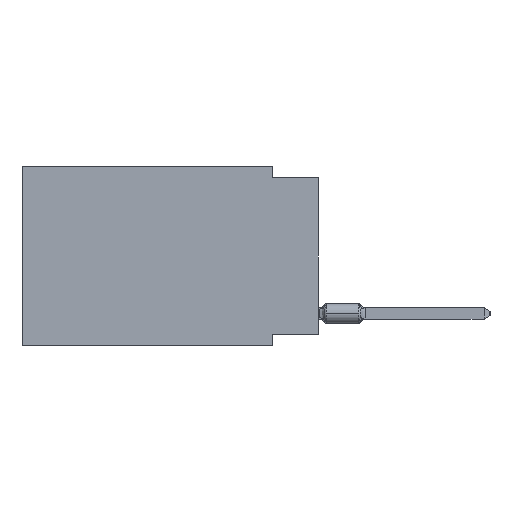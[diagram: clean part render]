
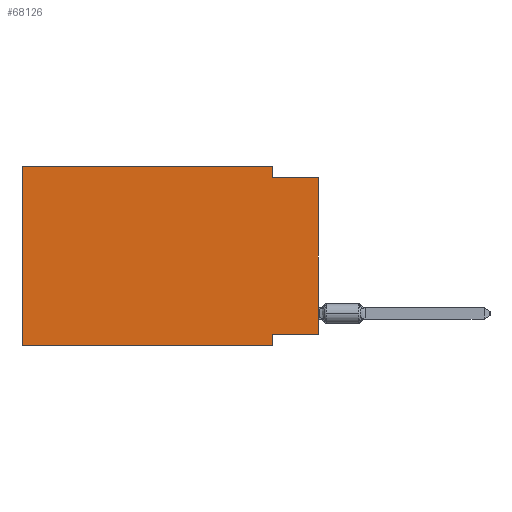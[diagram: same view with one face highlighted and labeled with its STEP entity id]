
A CAD part, left-side view. The second image highlights one B-rep face of the part: STEP entity #68126.
In plain terms, the highlighted planar face has unit normal (-1, 0, 0).
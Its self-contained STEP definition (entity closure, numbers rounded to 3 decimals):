
#829 = CARTESIAN_POINT ( 'NONE',  ( 0., 16.383, 0. ) ) ;
#1952 = EDGE_CURVE ( 'NONE', #56722, #53612, #19197, .T. ) ;
#7362 = CARTESIAN_POINT ( 'NONE',  ( 0., 16.383, -9.906 ) ) ;
#7996 = EDGE_CURVE ( 'NONE', #66680, #42473, #37642, .T. ) ;
#9867 = CARTESIAN_POINT ( 'NONE',  ( 0., 0., -0.635 ) ) ;
#12288 = EDGE_CURVE ( 'NONE', #53612, #24040, #50044, .T. ) ;
#14118 = CARTESIAN_POINT ( 'NONE',  ( 0., 16.383, 0. ) ) ;
#14131 = CARTESIAN_POINT ( 'NONE',  ( 0., 0., -9.271 ) ) ;
#14868 = LINE ( 'NONE', #7362, #78423 ) ;
#16843 = ORIENTED_EDGE ( 'NONE', *, *, #12288, .F. ) ;
#17884 = ORIENTED_EDGE ( 'NONE', *, *, #62183, .T. ) ;
#19197 = LINE ( 'NONE', #60095, #38698 ) ;
#24040 = VERTEX_POINT ( 'NONE', #67324 ) ;
#24260 = DIRECTION ( 'NONE',  ( 0., 0., 1. ) ) ;
#25043 = CARTESIAN_POINT ( 'NONE',  ( 0., 2.54, 0. ) ) ;
#28530 = EDGE_LOOP ( 'NONE', ( #17884, #47538, #16843, #54983, #35160, #62312, #61122, #64636 ) ) ;
#32360 = FACE_OUTER_BOUND ( 'NONE', #28530, .T. ) ;
#33107 = DIRECTION ( 'NONE',  ( 0., -1., 0. ) ) ;
#35160 = ORIENTED_EDGE ( 'NONE', *, *, #50610, .F. ) ;
#36065 = DIRECTION ( 'NONE',  ( 0., 0., -1. ) ) ;
#37642 = LINE ( 'NONE', #42025, #48459 ) ;
#38343 = EDGE_CURVE ( 'NONE', #59663, #42473, #14868, .T. ) ;
#38675 = DIRECTION ( 'NONE',  ( 0., 0., 1. ) ) ;
#38698 = VECTOR ( 'NONE', #66846, 1000. ) ;
#39870 = CARTESIAN_POINT ( 'NONE',  ( 0., 16.383, -9.906 ) ) ;
#42025 = CARTESIAN_POINT ( 'NONE',  ( 0., 2.54, -9.906 ) ) ;
#42473 = VERTEX_POINT ( 'NONE', #71927 ) ;
#43443 = AXIS2_PLACEMENT_3D ( 'NONE', #14118, #51016, #68517 ) ;
#44138 = LINE ( 'NONE', #62420, #68861 ) ;
#44292 = DIRECTION ( 'NONE',  ( 0., 1., 0. ) ) ;
#47538 = ORIENTED_EDGE ( 'NONE', *, *, #48250, .F. ) ;
#48130 = CARTESIAN_POINT ( 'NONE',  ( 0., 16.383, 0. ) ) ;
#48250 = EDGE_CURVE ( 'NONE', #24040, #60253, #44138, .T. ) ;
#48459 = VECTOR ( 'NONE', #36065, 1000. ) ;
#50044 = LINE ( 'NONE', #25043, #63115 ) ;
#50097 = DIRECTION ( 'NONE',  ( 0., -1., 0. ) ) ;
#50444 = DIRECTION ( 'NONE',  ( 0., 0., -1. ) ) ;
#50610 = EDGE_CURVE ( 'NONE', #59663, #56722, #55235, .T. ) ;
#51016 = DIRECTION ( 'NONE',  ( 1., 0., 0. ) ) ;
#52883 = CARTESIAN_POINT ( 'NONE',  ( 0., 2.54, -9.271 ) ) ;
#52993 = EDGE_CURVE ( 'NONE', #58200, #66680, #74868, .T. ) ;
#53612 = VERTEX_POINT ( 'NONE', #59640 ) ;
#54983 = ORIENTED_EDGE ( 'NONE', *, *, #1952, .F. ) ;
#55235 = LINE ( 'NONE', #829, #63597 ) ;
#56561 = CARTESIAN_POINT ( 'NONE',  ( 0., 0., 0. ) ) ;
#56598 = PLANE ( 'NONE',  #43443 ) ;
#56722 = VERTEX_POINT ( 'NONE', #48130 ) ;
#58200 = VERTEX_POINT ( 'NONE', #73173 ) ;
#59640 = CARTESIAN_POINT ( 'NONE',  ( 0., 2.54, 0. ) ) ;
#59663 = VERTEX_POINT ( 'NONE', #39870 ) ;
#60095 = CARTESIAN_POINT ( 'NONE',  ( 0., 16.383, 0. ) ) ;
#60253 = VERTEX_POINT ( 'NONE', #9867 ) ;
#61122 = ORIENTED_EDGE ( 'NONE', *, *, #7996, .F. ) ;
#62183 = EDGE_CURVE ( 'NONE', #58200, #60253, #62914, .T. ) ;
#62312 = ORIENTED_EDGE ( 'NONE', *, *, #38343, .T. ) ;
#62420 = CARTESIAN_POINT ( 'NONE',  ( 0., 0., -0.635 ) ) ;
#62914 = LINE ( 'NONE', #56561, #65917 ) ;
#63115 = VECTOR ( 'NONE', #50444, 1000. ) ;
#63597 = VECTOR ( 'NONE', #24260, 1000. ) ;
#64636 = ORIENTED_EDGE ( 'NONE', *, *, #52993, .F. ) ;
#65917 = VECTOR ( 'NONE', #38675, 1000. ) ;
#66680 = VERTEX_POINT ( 'NONE', #52883 ) ;
#66846 = DIRECTION ( 'NONE',  ( 0., -1., 0. ) ) ;
#67324 = CARTESIAN_POINT ( 'NONE',  ( 0., 2.54, -0.635 ) ) ;
#68126 = ADVANCED_FACE ( 'NONE', ( #32360 ), #56598, .F. ) ;
#68517 = DIRECTION ( 'NONE',  ( 0., 0., -1. ) ) ;
#68861 = VECTOR ( 'NONE', #50097, 1000. ) ;
#71927 = CARTESIAN_POINT ( 'NONE',  ( 0., 2.54, -9.906 ) ) ;
#73173 = CARTESIAN_POINT ( 'NONE',  ( 0., 0., -9.271 ) ) ;
#74868 = LINE ( 'NONE', #14131, #76505 ) ;
#76505 = VECTOR ( 'NONE', #44292, 1000. ) ;
#78423 = VECTOR ( 'NONE', #33107, 1000. ) ;
